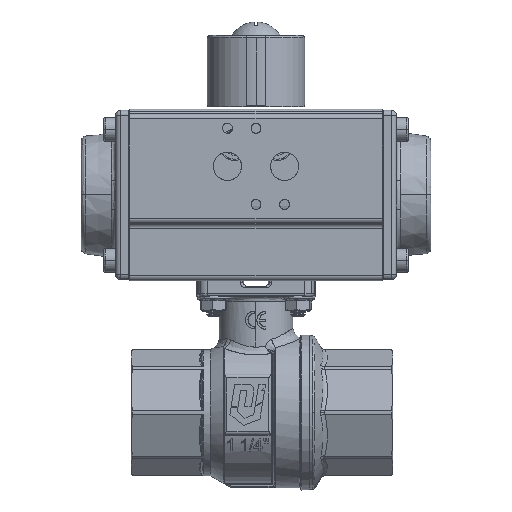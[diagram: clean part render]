
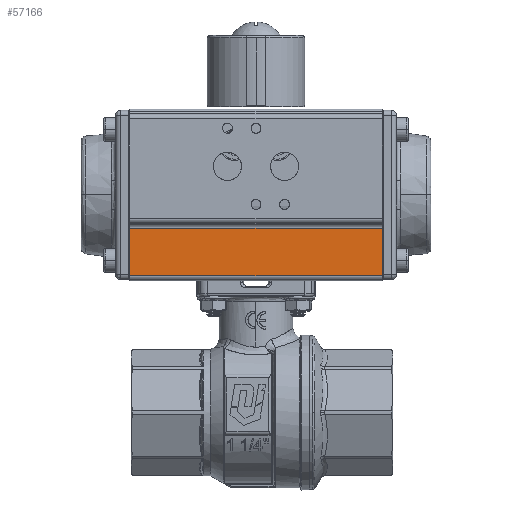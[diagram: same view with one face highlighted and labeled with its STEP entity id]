
A CAD part, front view. The second image highlights one B-rep face of the part: STEP entity #57166.
In plain terms, the highlighted planar face has unit normal (0, 1, 0).
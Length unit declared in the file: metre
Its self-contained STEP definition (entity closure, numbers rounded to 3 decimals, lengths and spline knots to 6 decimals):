
#1225 = DIRECTION ( 'NONE',  ( -1., 0., 0. ) ) ;
#4063 = LINE ( 'NONE', #86597, #79387 ) ;
#6982 = VERTEX_POINT ( 'NONE', #47098 ) ;
#15258 = CARTESIAN_POINT ( 'NONE',  ( -0.064568, -0.049527, 0.1511 ) ) ;
#15280 = EDGE_LOOP ( 'NONE', ( #31915, #66076, #51658, #85137 ) ) ;
#16263 = CARTESIAN_POINT ( 'NONE',  ( -0.064568, -0.049527, 0.1511 ) ) ;
#31915 = ORIENTED_EDGE ( 'NONE', *, *, #90097, .T. ) ;
#32811 = CARTESIAN_POINT ( 'NONE',  ( -0.064568, -0.049527, 0.1711 ) ) ;
#34091 = AXIS2_PLACEMENT_3D ( 'NONE', #89186, #64958, #73198 ) ;
#35299 = FACE_OUTER_BOUND ( 'NONE', #15280, .T. ) ;
#41476 = VECTOR ( 'NONE', #1225, 1. ) ;
#44075 = EDGE_CURVE ( 'NONE', #64015, #45265, #4063, .T. ) ;
#44438 = DIRECTION ( 'NONE',  ( 0., 0., 1. ) ) ;
#45265 = VERTEX_POINT ( 'NONE', #71592 ) ;
#45569 = VECTOR ( 'NONE', #54764, 1. ) ;
#47098 = CARTESIAN_POINT ( 'NONE',  ( -0.064568, -0.049527, 0.1511 ) ) ;
#47417 = LINE ( 'NONE', #32811, #45569 ) ;
#51658 = ORIENTED_EDGE ( 'NONE', *, *, #55262, .T. ) ;
#54764 = DIRECTION ( 'NONE',  ( 1., 0., 0. ) ) ;
#55262 = EDGE_CURVE ( 'NONE', #45265, #6982, #83289, .T. ) ;
#57073 = CARTESIAN_POINT ( 'NONE',  ( 0.041432, -0.049527, 0.1711 ) ) ;
#57166 = ADVANCED_FACE ( 'NONE', ( #35299 ), #59604, .T. ) ;
#59604 = PLANE ( 'NONE',  #34091 ) ;
#64015 = VERTEX_POINT ( 'NONE', #57073 ) ;
#64795 = DIRECTION ( 'NONE',  ( 0., 0., -1. ) ) ;
#64958 = DIRECTION ( 'NONE',  ( 0., 1., 0. ) ) ;
#66076 = ORIENTED_EDGE ( 'NONE', *, *, #44075, .T. ) ;
#67335 = VECTOR ( 'NONE', #44438, 1. ) ;
#70553 = CARTESIAN_POINT ( 'NONE',  ( -0.064568, -0.049527, 0.1711 ) ) ;
#71592 = CARTESIAN_POINT ( 'NONE',  ( 0.041432, -0.049527, 0.1511 ) ) ;
#73198 = DIRECTION ( 'NONE',  ( 0., 0., 1. ) ) ;
#73607 = LINE ( 'NONE', #15258, #67335 ) ;
#79387 = VECTOR ( 'NONE', #64795, 1. ) ;
#83289 = LINE ( 'NONE', #16263, #41476 ) ;
#84238 = EDGE_CURVE ( 'NONE', #6982, #86192, #73607, .T. ) ;
#85137 = ORIENTED_EDGE ( 'NONE', *, *, #84238, .T. ) ;
#86192 = VERTEX_POINT ( 'NONE', #70553 ) ;
#86597 = CARTESIAN_POINT ( 'NONE',  ( 0.041432, -0.049527, 0.1511 ) ) ;
#89186 = CARTESIAN_POINT ( 'NONE',  ( -0.064568, -0.049527, 0.1511 ) ) ;
#90097 = EDGE_CURVE ( 'NONE', #86192, #64015, #47417, .T. ) ;
